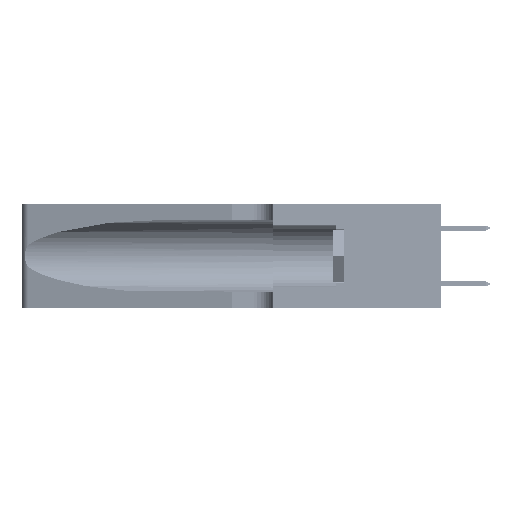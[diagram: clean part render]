
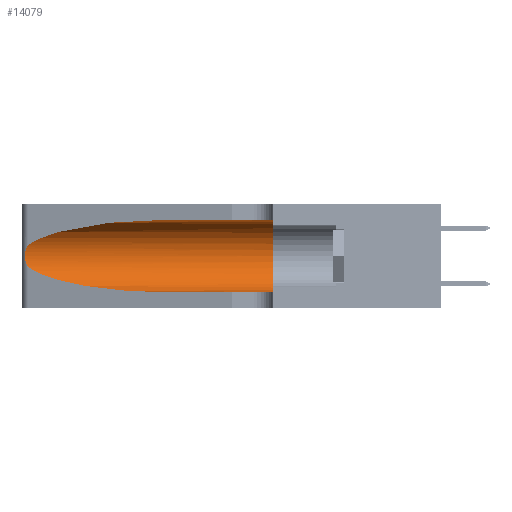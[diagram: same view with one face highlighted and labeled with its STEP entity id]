
A CAD part, left-side view. The second image highlights one B-rep face of the part: STEP entity #14079.
In plain terms, the highlighted cylindrical face has radius 3.308 mm (diameter 6.617 mm), a partial arc.
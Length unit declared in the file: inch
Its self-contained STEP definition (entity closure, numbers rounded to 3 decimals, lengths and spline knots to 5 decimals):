
#110 = DIRECTION ( 'NONE',  ( 0., -1., 0. ) ) ;
#929 = CARTESIAN_POINT ( 'NONE',  ( 0.1305, 1.61858, 0.05475 ) ) ;
#2245 = EDGE_CURVE ( 'NONE', #7970, #48871, #26925, .T. ) ;
#3385 = EDGE_CURVE ( 'NONE', #47746, #22943, #46728, .T. ) ;
#3754 = EDGE_CURVE ( 'NONE', #22943, #48871, #36785, .T. ) ;
#3977 = CARTESIAN_POINT ( 'NONE',  ( 0.25789, 1.23486, 0.15765 ) ) ;
#4152 = CARTESIAN_POINT ( 'NONE',  ( 0.25555, 1.22994, 0.2215 ) ) ;
#5670 = EDGE_CURVE ( 'NONE', #16625, #7970, #41164, .T. ) ;
#6126 = DIRECTION ( 'NONE',  ( 0., -1., 0. ) ) ;
#6341 = AXIS2_PLACEMENT_3D ( 'NONE', #18265, #6126, #33767 ) ;
#7561 = CARTESIAN_POINT ( 'NONE',  ( 0.25487, 1.22718, 0.22369 ) ) ;
#7970 = VERTEX_POINT ( 'NONE', #48872 ) ;
#8004 = CARTESIAN_POINT ( 'NONE',  ( 0.25487, 1.22718, 0.14631 ) ) ;
#9190 = ORIENTED_EDGE ( 'NONE', *, *, #5670, .T. ) ;
#9712 = AXIS2_PLACEMENT_3D ( 'NONE', #41938, #33778, #37448 ) ;
#11351 = CARTESIAN_POINT ( 'NONE',  ( 0.18966, 0.96281, 0.31525 ) ) ;
#11814 = CARTESIAN_POINT ( 'NONE',  ( 0.25639, 1.23184, 0.21858 ) ) ;
#12157 = CARTESIAN_POINT ( 'NONE',  ( 0.26018, 1.23835, 0.19895 ) ) ;
#14079 = ADVANCED_FACE ( 'NONE', ( #45213 ), #19728, .F. ) ;
#14696 = B_SPLINE_CURVE_WITH_KNOTS ( 'NONE', 3,
 ( #31826, #4152, #11814, #27965, #24000, #12157, #16166, #23829, #40184, #16329, #3977, #44133, #20319, #8004 ),
 .UNSPECIFIED., .F., .F.,
 ( 4, 2, 2, 2, 2, 2, 4 ),
 ( 0., 0.00027, 0.00053, 0.00107, 0.0016, 0.00187, 0.00214 ),
 .UNSPECIFIED. ) ;
#15461 = EDGE_LOOP ( 'NONE', ( #38532, #18600, #9190, #42649, #20497, #30189 ) ) ;
#15746 = CARTESIAN_POINT ( 'NONE',  ( 0.25487, 1.22718, 0.22369 ) ) ;
#16166 = CARTESIAN_POINT ( 'NONE',  ( 0.26075, 1.23896, 0.19203 ) ) ;
#16329 = CARTESIAN_POINT ( 'NONE',  ( 0.25856, 1.23593, 0.16098 ) ) ;
#16625 = VERTEX_POINT ( 'NONE', #21715 ) ;
#18265 = CARTESIAN_POINT ( 'NONE',  ( 0.1305, 1.61858, 0.185 ) ) ;
#18600 = ORIENTED_EDGE ( 'NONE', *, *, #44892, .T. ) ;
#19728 = CYLINDRICAL_SURFACE ( 'NONE', #6341, 0.13025 ) ;
#19801 = VERTEX_POINT ( 'NONE', #15746 ) ;
#20319 = CARTESIAN_POINT ( 'NONE',  ( 0.25555, 1.22993, 0.14849 ) ) ;
#20497 = ORIENTED_EDGE ( 'NONE', *, *, #3754, .F. ) ;
#21715 = CARTESIAN_POINT ( 'NONE',  ( 0.25487, 1.22718, 0.14631 ) ) ;
#22611 = VECTOR ( 'NONE', #28732, 39.37008 ) ;
#22943 = VERTEX_POINT ( 'NONE', #34886 ) ;
#23829 = CARTESIAN_POINT ( 'NONE',  ( 0.26075, 1.23896, 0.178 ) ) ;
#24000 = CARTESIAN_POINT ( 'NONE',  ( 0.25854, 1.2359, 0.20912 ) ) ;
#24578 = CARTESIAN_POINT ( 'NONE',  ( 0.2373, 1.15595, 0.08982 ) ) ;
#25056 = CARTESIAN_POINT ( 'NONE',  ( 0.1305, 0.72297, 0.05475 ) ) ;
#26925 = LINE ( 'NONE', #929, #22611 ) ;
#27965 = CARTESIAN_POINT ( 'NONE',  ( 0.25787, 1.23484, 0.2124 ) ) ;
#28732 = DIRECTION ( 'NONE',  ( 0., -1., 0. ) ) ;
#30189 = ORIENTED_EDGE ( 'NONE', *, *, #3385, .F. ) ;
#31826 = CARTESIAN_POINT ( 'NONE',  ( 0.25487, 1.22718, 0.22369 ) ) ;
#33767 = DIRECTION ( 'NONE',  ( 0., 0., -1. ) ) ;
#33778 = DIRECTION ( 'NONE',  ( 0., 1., 0. ) ) ;
#33811 = CARTESIAN_POINT ( 'NONE',  ( 0.1305, 0.35, 0.05475 ) ) ;
#34886 = CARTESIAN_POINT ( 'NONE',  ( 0.1305, 0.35, 0.31525 ) ) ;
#35790 = CARTESIAN_POINT ( 'NONE',  ( 0.1305, 1.61858, 0.31525 ) ) ;
#36434 = CARTESIAN_POINT ( 'NONE',  ( 0.25487, 1.22718, 0.14631 ) ) ;
#36785 = CIRCLE ( 'NONE', #9712, 0.13025 ) ;
#37448 = DIRECTION ( 'NONE',  ( 0., 0., 1. ) ) ;
#38062 = VECTOR ( 'NONE', #110, 39.37008 ) ;
#38532 = ORIENTED_EDGE ( 'NONE', *, *, #45492, .T. ) ;
#38884 = CARTESIAN_POINT ( 'NONE',  ( 0.2373, 1.15595, 0.28018 ) ) ;
#40184 = CARTESIAN_POINT ( 'NONE',  ( 0.26017, 1.23833, 0.17102 ) ) ;
#40911 = CARTESIAN_POINT ( 'NONE',  ( 0.18966, 0.96281, 0.05475 ) ) ;
#41164 =( BOUNDED_CURVE ( )  B_SPLINE_CURVE ( 3, ( #36434, #24578, #40911, #25056 ),
 .UNSPECIFIED., .F., .F. ) 
 B_SPLINE_CURVE_WITH_KNOTS ( ( 4, 4 ),
 ( 3.44316, 4.71239 ),
 .UNSPECIFIED. ) 
 CURVE ( )  GEOMETRIC_REPRESENTATION_ITEM ( )  RATIONAL_B_SPLINE_CURVE ( ( 1., 0.87, 0.87, 1. ) ) 
 REPRESENTATION_ITEM ( '' )  );
#41938 = CARTESIAN_POINT ( 'NONE',  ( 0.1305, 0.35, 0.185 ) ) ;
#42649 = ORIENTED_EDGE ( 'NONE', *, *, #2245, .T. ) ;
#44133 = CARTESIAN_POINT ( 'NONE',  ( 0.25639, 1.23186, 0.15144 ) ) ;
#44892 = EDGE_CURVE ( 'NONE', #19801, #16625, #14696, .T. ) ;
#45213 = FACE_OUTER_BOUND ( 'NONE', #15461, .T. ) ;
#45492 = EDGE_CURVE ( 'NONE', #47746, #19801, #50720, .T. ) ;
#46728 = LINE ( 'NONE', #35790, #38062 ) ;
#47746 = VERTEX_POINT ( 'NONE', #47882 ) ;
#47882 = CARTESIAN_POINT ( 'NONE',  ( 0.1305, 0.72297, 0.31525 ) ) ;
#48871 = VERTEX_POINT ( 'NONE', #33811 ) ;
#48872 = CARTESIAN_POINT ( 'NONE',  ( 0.1305, 0.72297, 0.05475 ) ) ;
#50661 = CARTESIAN_POINT ( 'NONE',  ( 0.1305, 0.72297, 0.31525 ) ) ;
#50720 =( BOUNDED_CURVE ( )  B_SPLINE_CURVE ( 3, ( #50661, #11351, #38884, #7561 ),
 .UNSPECIFIED., .F., .F. ) 
 B_SPLINE_CURVE_WITH_KNOTS ( ( 4, 4 ),
 ( 1.5708, 2.84003 ),
 .UNSPECIFIED. ) 
 CURVE ( )  GEOMETRIC_REPRESENTATION_ITEM ( )  RATIONAL_B_SPLINE_CURVE ( ( 1., 0.87, 0.87, 1. ) ) 
 REPRESENTATION_ITEM ( '' )  );
